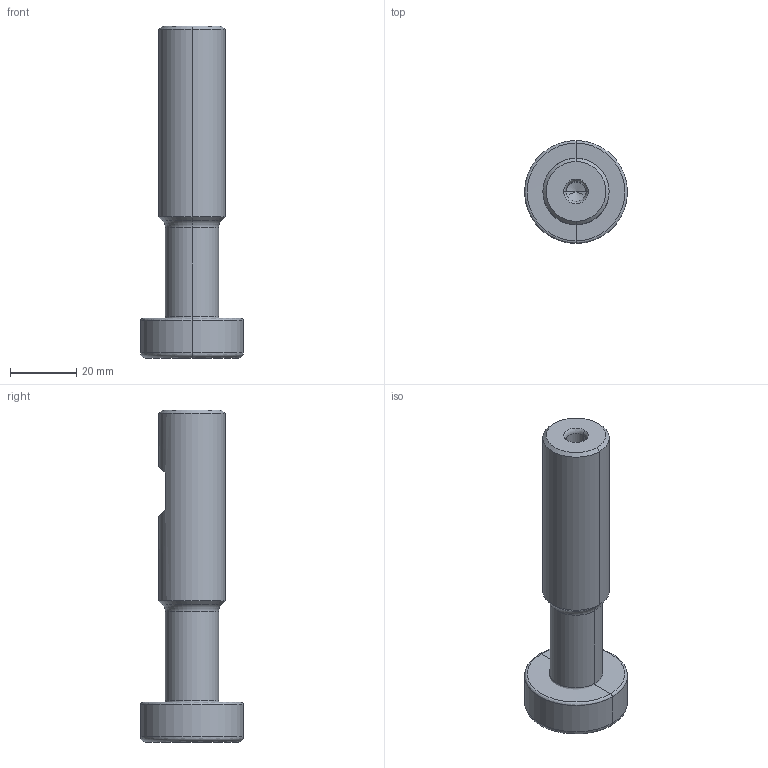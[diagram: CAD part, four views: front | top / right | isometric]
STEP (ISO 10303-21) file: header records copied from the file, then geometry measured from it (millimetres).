
FILE_DESCRIPTION((''),'2;1');
FILE_NAME('15T1F031012W4R00','2018-05-11T',('zimmermann'),(''),'CREO PARAMETRIC BY PTC INC, 2017020','CREO PARAMETRIC BY PTC INC, 2017020','');
FILE_SCHEMA(('AUTOMOTIVE_DESIGN { 1 0 10303 214 1 1 1 1 }'));
Length unit declared in the file: millimetre
Products named in the file (3): NOCUT; CUT; 15T1F031012W4R00
Assembly tree (2 placements, depth 2):
  15T1F031012W4R00
    NOCUT
    CUT
Bounding box: 31 x 31 x 100 mm (x, y, z)
Volume: 36556.5 mm3; surface area: 12100.5 mm2
Topology: 2 solids, 2 shells, 59 faces, 123 edges, 66 vertices
Faces by surface type: cone 18, torus 14, cylinder 12, revolution 8, plane 7
Entity records: 3044 total; most frequent: CARTESIAN_POINT 784, DIRECTION 329, ORIENTED_EDGE 238, AXIS2_PLACEMENT_3D 142, PRESENTATION_STYLE_ASSIGNMENT 135, STYLED_ITEM 135, CURVE_STYLE 133, EDGE_CURVE 119
